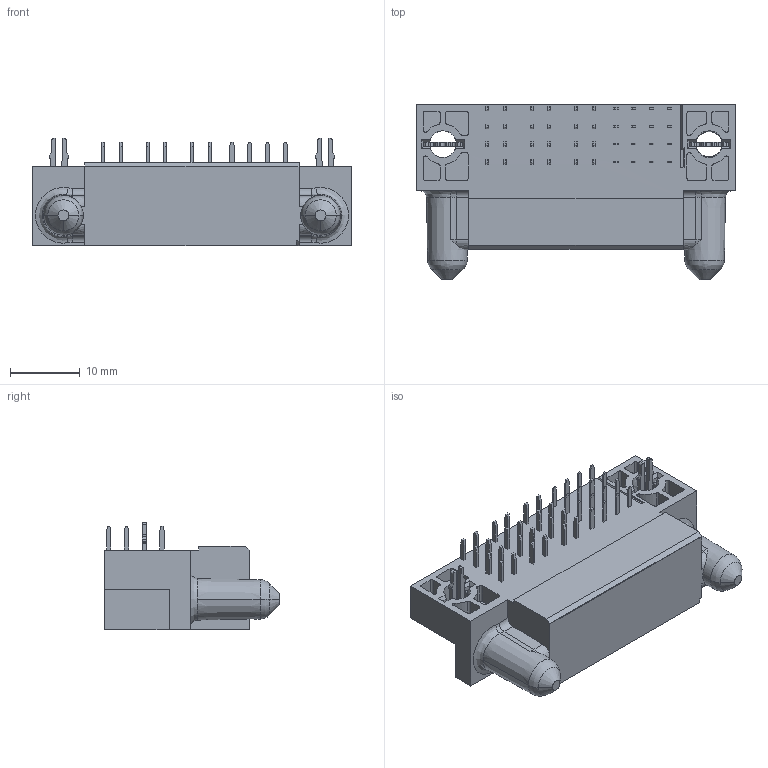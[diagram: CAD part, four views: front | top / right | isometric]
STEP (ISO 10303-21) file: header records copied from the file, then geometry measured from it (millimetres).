
FILE_DESCRIPTION( ('This file contains a STEP AP42 implementation' ,'as created by ZW3D STEP Interface translator.') ,'2;1' );
FILE_NAME( 'P3FRA-03-016W5W5AMA1.stp' ,'23 922.16 911', (''), ('ZWCAD Software Co.'), 'Version 1.0', 'ZW3D to STEP translator', '' );
FILE_SCHEMA(('AUTOMOTIVE_DESIGN { 1 0 10303 214 1 1 1 1 }'));
Length unit declared in the file: millimetre
Products named in the file (2): 0; P3FRA-03-016W5W5AMA1
Bounding box: 45.72 x 25.13 x 15.32 mm (x, y, z)
Volume: 8872.4 mm3; surface area: 4520.4 mm2
Topology: 1 solids, 1 shells, 668 faces, 1819 edges, 1196 vertices
Faces by surface type: plane 500, bspline 118, cylinder 34, cone 16
Full cylindrical faces by diameter (mm): 3.81 x1
Entity records: 24811 total; most frequent: CARTESIAN_POINT 7522, ORIENTED_EDGE 3638, DIRECTION 3134, EDGE_CURVE 1819, VECTOR 1442, LINE 1442, VERTEX_POINT 1196, AXIS2_PLACEMENT_3D 846
